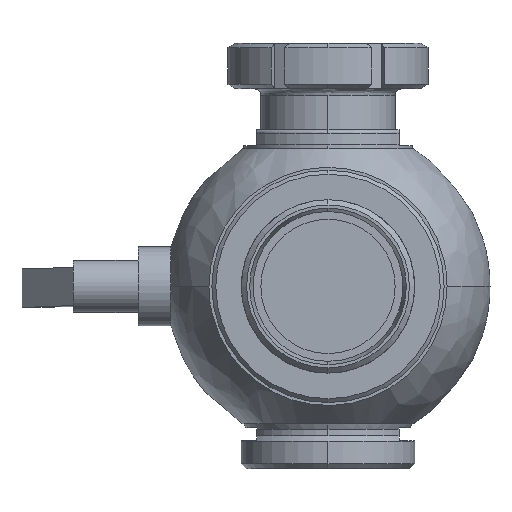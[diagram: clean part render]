
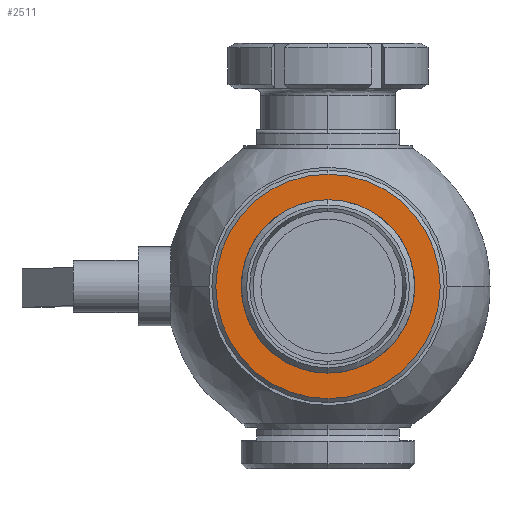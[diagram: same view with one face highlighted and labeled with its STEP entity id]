
A CAD part, left-side view. The second image highlights one B-rep face of the part: STEP entity #2511.
In plain terms, the highlighted planar face has unit normal (-1, 0, 0).
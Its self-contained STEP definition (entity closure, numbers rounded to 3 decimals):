
#570 = CARTESIAN_POINT ( 'NONE',  ( -81., 0., 0. ) ) ;
#571 = DIRECTION ( 'NONE',  ( 1., 0., 0. ) ) ;
#574 = DIRECTION ( 'NONE',  ( 0., 0., 1. ) ) ;
#631 = CIRCLE ( 'NONE', #632, 54.85 ) ;
#632 = AXIS2_PLACEMENT_3D ( 'NONE', #1823, #1822, #1821 ) ;
#719 = AXIS2_PLACEMENT_3D ( 'NONE', #2123, #2116, #2115 ) ;
#723 = AXIS2_PLACEMENT_3D ( 'NONE', #3134, #3133, #3132 ) ;
#790 = CIRCLE ( 'NONE', #1220, 71. ) ;
#1202 = CIRCLE ( 'NONE', #723, 54.85 ) ;
#1220 = AXIS2_PLACEMENT_3D ( 'NONE', #2020, #2019, #2018 ) ;
#1579 = CIRCLE ( 'NONE', #1585, 71. ) ;
#1585 = AXIS2_PLACEMENT_3D ( 'NONE', #570, #571, #574 ) ;
#1821 = DIRECTION ( 'NONE',  ( 0., 0., 1. ) ) ;
#1822 = DIRECTION ( 'NONE',  ( 1., 0., 0. ) ) ;
#1823 = CARTESIAN_POINT ( 'NONE',  ( -81., 0., 0. ) ) ;
#2018 = DIRECTION ( 'NONE',  ( 0., 0., 1. ) ) ;
#2019 = DIRECTION ( 'NONE',  ( 1., 0., 0. ) ) ;
#2020 = CARTESIAN_POINT ( 'NONE',  ( -81., 0., 0. ) ) ;
#2115 = DIRECTION ( 'NONE',  ( 0., 0., 1. ) ) ;
#2116 = DIRECTION ( 'NONE',  ( -1., 0., 0. ) ) ;
#2117 = PLANE ( 'NONE',  #719 ) ;
#2121 = FACE_OUTER_BOUND ( 'NONE', #3987, .T. ) ;
#2122 = FACE_BOUND ( 'NONE', #4015, .T. ) ;
#2123 = CARTESIAN_POINT ( 'NONE',  ( -81., -71.852, -71.852 ) ) ;
#2476 = EDGE_CURVE ( 'NONE', #5698, #5359, #1579, .T. ) ;
#2511 = ADVANCED_FACE ( 'NONE', ( #2122, #2121 ), #2117, .T. ) ;
#2539 = EDGE_CURVE ( 'NONE', #5359, #5698, #790, .T. ) ;
#2565 = EDGE_CURVE ( 'NONE', #6254, #6221, #631, .T. ) ;
#2579 = EDGE_CURVE ( 'NONE', #6221, #6254, #1202, .T. ) ;
#3132 = DIRECTION ( 'NONE',  ( 0., 0., 1. ) ) ;
#3133 = DIRECTION ( 'NONE',  ( 1., 0., 0. ) ) ;
#3134 = CARTESIAN_POINT ( 'NONE',  ( -81., 0., 0. ) ) ;
#3987 = EDGE_LOOP ( 'NONE', ( #5121, #5120 ) ) ;
#4015 = EDGE_LOOP ( 'NONE', ( #5127, #5124 ) ) ;
#4189 = CARTESIAN_POINT ( 'NONE',  ( -81., 0., -54.85 ) ) ;
#4205 = CARTESIAN_POINT ( 'NONE',  ( -81., 0., 54.85 ) ) ;
#4327 = CARTESIAN_POINT ( 'NONE',  ( -81., 0., 71. ) ) ;
#4608 = CARTESIAN_POINT ( 'NONE',  ( -81., 0., -71. ) ) ;
#5120 = ORIENTED_EDGE ( 'NONE', *, *, #2539, .F. ) ;
#5121 = ORIENTED_EDGE ( 'NONE', *, *, #2476, .F. ) ;
#5124 = ORIENTED_EDGE ( 'NONE', *, *, #2579, .T. ) ;
#5127 = ORIENTED_EDGE ( 'NONE', *, *, #2565, .T. ) ;
#5359 = VERTEX_POINT ( 'NONE', #4608 ) ;
#5698 = VERTEX_POINT ( 'NONE', #4327 ) ;
#6221 = VERTEX_POINT ( 'NONE', #4189 ) ;
#6254 = VERTEX_POINT ( 'NONE', #4205 ) ;
